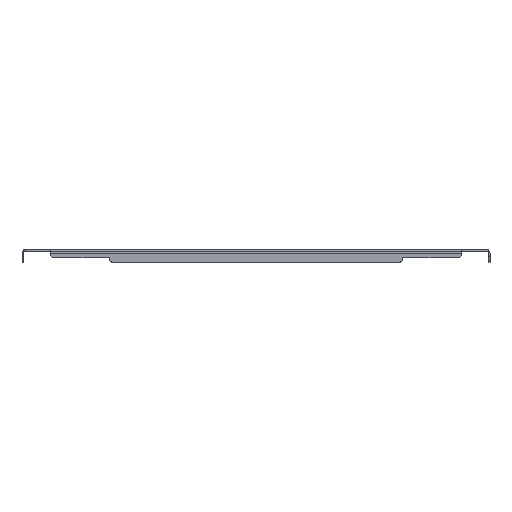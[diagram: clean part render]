
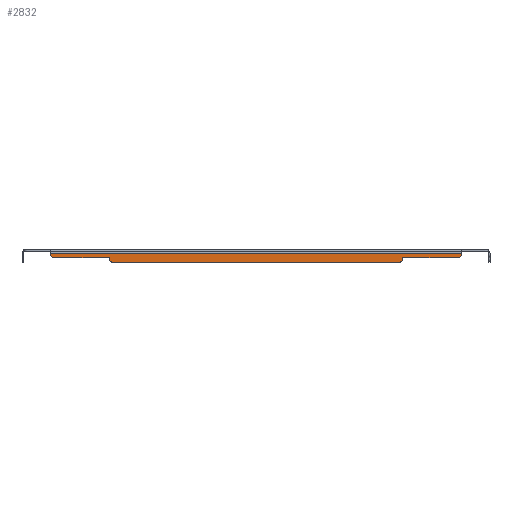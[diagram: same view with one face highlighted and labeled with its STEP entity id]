
A CAD part, front view. The second image highlights one B-rep face of the part: STEP entity #2832.
In plain terms, the highlighted planar face has unit normal (0, -1, 0).
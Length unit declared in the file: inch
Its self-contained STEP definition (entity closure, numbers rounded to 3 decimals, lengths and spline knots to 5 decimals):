
#18 = CIRCLE ( 'NONE', #3479, 0.25 ) ;
#27 = CARTESIAN_POINT ( 'NONE',  ( 14.46875, -28.46875, -0.2465 ) ) ;
#163 = ORIENTED_EDGE ( 'NONE', *, *, #1540, .F. ) ;
#228 = EDGE_CURVE ( 'NONE', #3427, #1427, #1790, .T. ) ;
#361 = CARTESIAN_POINT ( 'NONE',  ( 10.34375, -28.46875, -0.5415 ) ) ;
#388 = EDGE_CURVE ( 'NONE', #2040, #3413, #1937, .T. ) ;
#418 = VECTOR ( 'NONE', #3582, 39.37008 ) ;
#428 = CARTESIAN_POINT ( 'NONE',  ( -14.21875, -28.46875, -0.5415 ) ) ;
#457 = CARTESIAN_POINT ( 'NONE',  ( -16.34375, -28.46875, -0.854 ) ) ;
#499 = VECTOR ( 'NONE', #1558, 39.37008 ) ;
#547 = CIRCLE ( 'NONE', #1624, 0.25 ) ;
#553 = VECTOR ( 'NONE', #2647, 39.37008 ) ;
#570 = DIRECTION ( 'NONE',  ( 0., 0., -1. ) ) ;
#629 = CARTESIAN_POINT ( 'NONE',  ( 14.46875, -28.46875, 0. ) ) ;
#633 = ORIENTED_EDGE ( 'NONE', *, *, #228, .T. ) ;
#637 = ORIENTED_EDGE ( 'NONE', *, *, #2434, .T. ) ;
#644 = ORIENTED_EDGE ( 'NONE', *, *, #2629, .F. ) ;
#658 = AXIS2_PLACEMENT_3D ( 'NONE', #4114, #1856, #2610 ) ;
#700 = DIRECTION ( 'NONE',  ( 1., 0., 0. ) ) ;
#953 = VECTOR ( 'NONE', #2364, 39.37008 ) ;
#991 = CARTESIAN_POINT ( 'NONE',  ( 14.46875, -28.46875, -0.2915 ) ) ;
#1019 = FACE_OUTER_BOUND ( 'NONE', #3090, .T. ) ;
#1024 = AXIS2_PLACEMENT_3D ( 'NONE', #2314, #3630, #1672 ) ;
#1070 = CARTESIAN_POINT ( 'NONE',  ( -16.34375, -28.46875, -0.5415 ) ) ;
#1136 = DIRECTION ( 'NONE',  ( 0., 0., -1. ) ) ;
#1161 = CARTESIAN_POINT ( 'NONE',  ( -10.34375, -28.46875, -0.69775 ) ) ;
#1251 = CARTESIAN_POINT ( 'NONE',  ( -10.34375, -28.46875, -0.604 ) ) ;
#1264 = DIRECTION ( 'NONE',  ( 0., -1., 0. ) ) ;
#1335 = CARTESIAN_POINT ( 'NONE',  ( 14.21875, -28.46875, -0.5415 ) ) ;
#1427 = VERTEX_POINT ( 'NONE', #1251 ) ;
#1468 = VERTEX_POINT ( 'NONE', #2865 ) ;
#1521 = EDGE_CURVE ( 'NONE', #1592, #1729, #2687, .T. ) ;
#1540 = EDGE_CURVE ( 'NONE', #2276, #3413, #2245, .T. ) ;
#1558 = DIRECTION ( 'NONE',  ( 0., 0., 1. ) ) ;
#1592 = VERTEX_POINT ( 'NONE', #3623 ) ;
#1621 = LINE ( 'NONE', #2606, #553 ) ;
#1624 = AXIS2_PLACEMENT_3D ( 'NONE', #2881, #1264, #2556 ) ;
#1672 = DIRECTION ( 'NONE',  ( 0., 0., -1. ) ) ;
#1710 = ORIENTED_EDGE ( 'NONE', *, *, #2074, .T. ) ;
#1719 = LINE ( 'NONE', #457, #3055 ) ;
#1729 = VERTEX_POINT ( 'NONE', #428 ) ;
#1737 = DIRECTION ( 'NONE',  ( 1., 0., 0. ) ) ;
#1784 = ORIENTED_EDGE ( 'NONE', *, *, #2969, .T. ) ;
#1790 = LINE ( 'NONE', #1161, #3833 ) ;
#1804 = ORIENTED_EDGE ( 'NONE', *, *, #2144, .T. ) ;
#1856 = DIRECTION ( 'NONE',  ( 0., -1., 0. ) ) ;
#1912 = CARTESIAN_POINT ( 'NONE',  ( 14.46875, -28.46875, -0.2465 ) ) ;
#1937 = LINE ( 'NONE', #629, #499 ) ;
#2002 = VERTEX_POINT ( 'NONE', #361 ) ;
#2038 = AXIS2_PLACEMENT_3D ( 'NONE', #3808, #3487, #570 ) ;
#2040 = VERTEX_POINT ( 'NONE', #991 ) ;
#2074 = EDGE_CURVE ( 'NONE', #1427, #1468, #547, .T. ) ;
#2105 = ORIENTED_EDGE ( 'NONE', *, *, #388, .T. ) ;
#2144 = EDGE_CURVE ( 'NONE', #2002, #3707, #3994, .T. ) ;
#2176 = VECTOR ( 'NONE', #2986, 39.37008 ) ;
#2245 = LINE ( 'NONE', #27, #3258 ) ;
#2276 = VERTEX_POINT ( 'NONE', #2960 ) ;
#2314 = CARTESIAN_POINT ( 'NONE',  ( -16.34375, -28.46875, 0. ) ) ;
#2338 = PLANE ( 'NONE',  #1024 ) ;
#2364 = DIRECTION ( 'NONE',  ( 1., 0., 0. ) ) ;
#2434 = EDGE_CURVE ( 'NONE', #1468, #3922, #1719, .T. ) ;
#2499 = ORIENTED_EDGE ( 'NONE', *, *, #3037, .F. ) ;
#2537 = CARTESIAN_POINT ( 'NONE',  ( 10.09375, -28.46875, -0.604 ) ) ;
#2544 = CARTESIAN_POINT ( 'NONE',  ( -14.46875, -28.46875, -0.55025 ) ) ;
#2556 = DIRECTION ( 'NONE',  ( 0., 0., -1. ) ) ;
#2606 = CARTESIAN_POINT ( 'NONE',  ( -16.34375, -28.46875, -0.5415 ) ) ;
#2610 = DIRECTION ( 'NONE',  ( 0., 0., -1. ) ) ;
#2629 = EDGE_CURVE ( 'NONE', #1592, #2276, #4157, .T. ) ;
#2647 = DIRECTION ( 'NONE',  ( 1., 0., 0. ) ) ;
#2666 = CARTESIAN_POINT ( 'NONE',  ( -10.34375, -28.46875, -0.5415 ) ) ;
#2687 = CIRCLE ( 'NONE', #658, 0.25 ) ;
#2727 = ORIENTED_EDGE ( 'NONE', *, *, #3510, .T. ) ;
#2759 = CARTESIAN_POINT ( 'NONE',  ( 10.09375, -28.46875, -0.854 ) ) ;
#2832 = ADVANCED_FACE ( 'NONE', ( #1019 ), #2338, .T. ) ;
#2839 = DIRECTION ( 'NONE',  ( 0., 0., -1. ) ) ;
#2865 = CARTESIAN_POINT ( 'NONE',  ( -10.09375, -28.46875, -0.854 ) ) ;
#2881 = CARTESIAN_POINT ( 'NONE',  ( -10.09375, -28.46875, -0.604 ) ) ;
#2960 = CARTESIAN_POINT ( 'NONE',  ( -14.46875, -28.46875, -0.2465 ) ) ;
#2969 = EDGE_CURVE ( 'NONE', #1729, #3427, #1621, .T. ) ;
#2986 = DIRECTION ( 'NONE',  ( 0., 0., -1. ) ) ;
#2994 = CIRCLE ( 'NONE', #2038, 0.25 ) ;
#3037 = EDGE_CURVE ( 'NONE', #2002, #3979, #3223, .T. ) ;
#3055 = VECTOR ( 'NONE', #1737, 39.37008 ) ;
#3079 = CARTESIAN_POINT ( 'NONE',  ( 10.34375, -28.46875, -0.604 ) ) ;
#3090 = EDGE_LOOP ( 'NONE', ( #1804, #4054, #2105, #163, #644, #3927, #1784, #633, #1710, #637, #2727, #2499 ) ) ;
#3223 = LINE ( 'NONE', #3618, #2176 ) ;
#3258 = VECTOR ( 'NONE', #700, 39.37008 ) ;
#3413 = VERTEX_POINT ( 'NONE', #1912 ) ;
#3427 = VERTEX_POINT ( 'NONE', #2666 ) ;
#3479 = AXIS2_PLACEMENT_3D ( 'NONE', #2537, #3506, #2839 ) ;
#3487 = DIRECTION ( 'NONE',  ( 0., -1., 0. ) ) ;
#3490 = EDGE_CURVE ( 'NONE', #3707, #2040, #2994, .T. ) ;
#3506 = DIRECTION ( 'NONE',  ( 0., -1., 0. ) ) ;
#3510 = EDGE_CURVE ( 'NONE', #3922, #3979, #18, .T. ) ;
#3582 = DIRECTION ( 'NONE',  ( 0., 0., 1. ) ) ;
#3618 = CARTESIAN_POINT ( 'NONE',  ( 10.34375, -28.46875, -0.69775 ) ) ;
#3623 = CARTESIAN_POINT ( 'NONE',  ( -14.46875, -28.46875, -0.2915 ) ) ;
#3630 = DIRECTION ( 'NONE',  ( 0., -1., 0. ) ) ;
#3707 = VERTEX_POINT ( 'NONE', #1335 ) ;
#3808 = CARTESIAN_POINT ( 'NONE',  ( 14.21875, -28.46875, -0.2915 ) ) ;
#3833 = VECTOR ( 'NONE', #1136, 39.37008 ) ;
#3922 = VERTEX_POINT ( 'NONE', #2759 ) ;
#3927 = ORIENTED_EDGE ( 'NONE', *, *, #1521, .T. ) ;
#3979 = VERTEX_POINT ( 'NONE', #3079 ) ;
#3994 = LINE ( 'NONE', #1070, #953 ) ;
#4054 = ORIENTED_EDGE ( 'NONE', *, *, #3490, .T. ) ;
#4114 = CARTESIAN_POINT ( 'NONE',  ( -14.21875, -28.46875, -0.2915 ) ) ;
#4157 = LINE ( 'NONE', #2544, #418 ) ;
